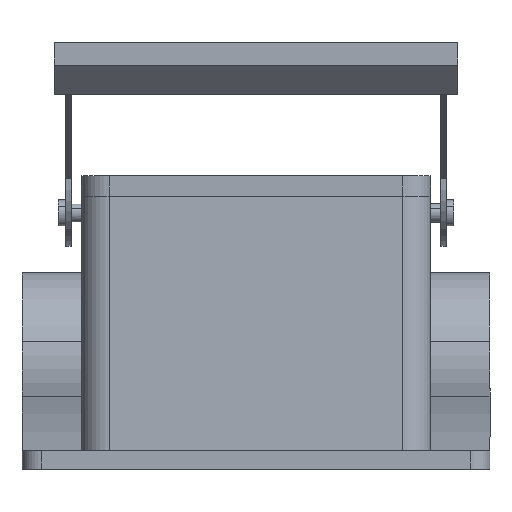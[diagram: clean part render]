
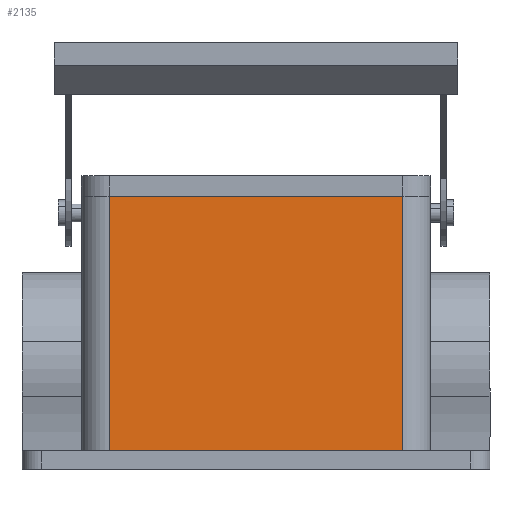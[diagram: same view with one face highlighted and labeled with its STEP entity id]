
A CAD part, left-side view. The second image highlights one B-rep face of the part: STEP entity #2135.
In plain terms, the highlighted planar face has unit normal (-1, 0, 0.03).
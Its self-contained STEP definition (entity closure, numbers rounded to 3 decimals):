
#2115=AXIS2_PLACEMENT_3D('Plane Axis2P3D',#2112,#2113,#2114) ;
#969=CARTESIAN_POINT('Vertex',(18.75,102.5,73.5)) ;
#972=CARTESIAN_POINT('Line Origine',(18.75,63.,73.5)) ;
#976=CARTESIAN_POINT('Vertex',(18.75,23.5,73.5)) ;
#2090=CARTESIAN_POINT('Line Origine',(17.661,102.5,37.865)) ;
#2094=CARTESIAN_POINT('Vertex',(16.657,102.5,5.)) ;
#2112=CARTESIAN_POINT('Axis2P3D Location',(18.75,63.,73.5)) ;
#2117=CARTESIAN_POINT('Line Origine',(17.704,23.5,39.25)) ;
#2121=CARTESIAN_POINT('Vertex',(16.657,23.5,5.)) ;
#2124=CARTESIAN_POINT('Line Origine',(16.657,63.,5.)) ;
#973=DIRECTION('Vector Direction',(0.,1.,0.)) ;
#2091=DIRECTION('Vector Direction',(0.031,0.,1.)) ;
#2113=DIRECTION('Axis2P3D Direction',(-1.,0.,0.031)) ;
#2114=DIRECTION('Axis2P3D XDirection',(0.,1.,0.)) ;
#2118=DIRECTION('Vector Direction',(-0.031,0.,-1.)) ;
#2125=DIRECTION('Vector Direction',(0.,1.,0.)) ;
#974=VECTOR('Line Direction',#973,1.) ;
#2092=VECTOR('Line Direction',#2091,1.) ;
#2119=VECTOR('Line Direction',#2118,1.) ;
#2126=VECTOR('Line Direction',#2125,1.) ;
#2130=ORIENTED_EDGE('',*,*,#2123,.F.) ;
#2131=ORIENTED_EDGE('',*,*,#978,.F.) ;
#2132=ORIENTED_EDGE('',*,*,#2096,.F.) ;
#2133=ORIENTED_EDGE('',*,*,#2128,.F.) ;
#2135=ADVANCED_FACE('Housing',(#2134),#2116,.T.) ;
#978=EDGE_CURVE('',#970,#977,#975,.F.) ;
#2096=EDGE_CURVE('',#2095,#970,#2093,.T.) ;
#2123=EDGE_CURVE('',#977,#2122,#2120,.T.) ;
#2128=EDGE_CURVE('',#2122,#2095,#2127,.T.) ;
#2129=EDGE_LOOP('',(#2130,#2131,#2132,#2133)) ;
#2134=FACE_OUTER_BOUND('',#2129,.T.) ;
#975=LINE('Line',#972,#974) ;
#2093=LINE('Line',#2090,#2092) ;
#2120=LINE('Line',#2117,#2119) ;
#2127=LINE('Line',#2124,#2126) ;
#2116=PLANE('',#2115) ;
#970=VERTEX_POINT('',#969) ;
#977=VERTEX_POINT('',#976) ;
#2095=VERTEX_POINT('',#2094) ;
#2122=VERTEX_POINT('',#2121) ;
